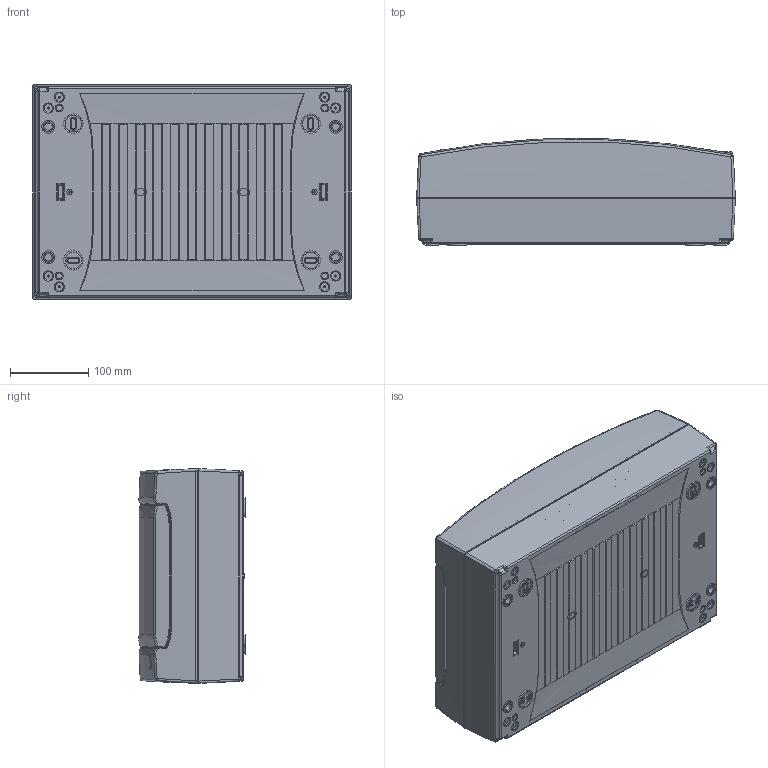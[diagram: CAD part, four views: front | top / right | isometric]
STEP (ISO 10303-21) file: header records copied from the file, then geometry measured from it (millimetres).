
FILE_DESCRIPTION (( 'STEP AP203' ), '1' );
FILE_NAME ('84618.STEP', '2016-01-13T13:27:00', ( '1' ), ( '' ), 'SwSTEP 2.0', 'SolidWorks 2012', '' );
FILE_SCHEMA (( 'CONFIG_CONTROL_DESIGN' ));
Length unit declared in the file: millimetre
Products named in the file (10): 84618; MSBR-9-9; MSBR-8-10; MSBR-7-10; MSBR-6-10; MSBR-5-10; MSBR-4-11; MSBR-3-11; MSBR-2-11; MSBR-1-11
Assembly tree (9 placements, depth 2):
  84618
    MSBR-1-11
    MSBR-2-11
    MSBR-3-11
    MSBR-4-11
    MSBR-5-10
    MSBR-6-10
    MSBR-7-10
    MSBR-8-10
    MSBR-9-9
Bounding box: 408 x 136.82 x 275 mm (x, y, z)
Volume: 788612.7 mm3; surface area: 1061977.3 mm2
Topology: 8 solids, 14 shells, 3714 faces, 9919 edges, 6300 vertices
Faces by surface type: plane 1661, bspline 816, cylinder 681, cone 556
Entity records: 167765 total; most frequent: CARTESIAN_POINT 89257, ORIENTED_EDGE 19746, DIRECTION 10775, EDGE_CURVE 9893, VERTEX_POINT 6300, B_SPLINE_CURVE_WITH_KNOTS 5205, EDGE_LOOP 3868, AXIS2_PLACEMENT_3D 3801
